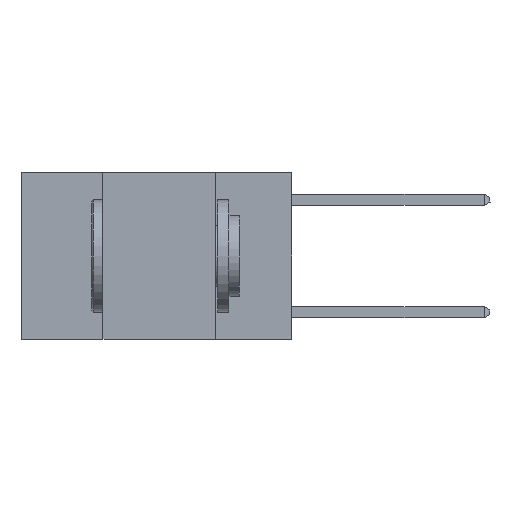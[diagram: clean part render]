
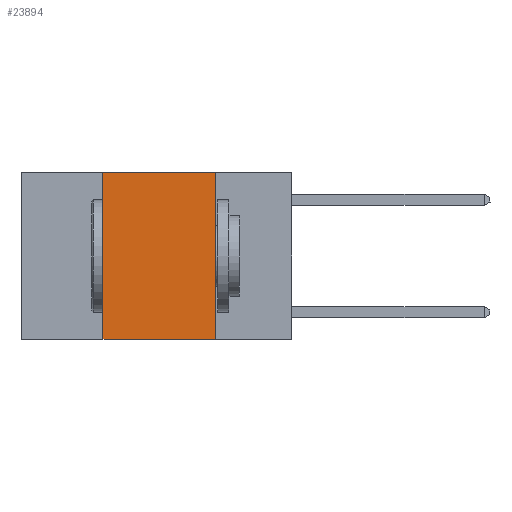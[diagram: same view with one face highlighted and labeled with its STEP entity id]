
A CAD part, left-side view. The second image highlights one B-rep face of the part: STEP entity #23894.
In plain terms, the highlighted planar face has unit normal (-1, 0, 0).
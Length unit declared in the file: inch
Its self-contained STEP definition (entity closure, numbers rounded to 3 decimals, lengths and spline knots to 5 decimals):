
#321 = PLANE ( 'NONE',  #3517 ) ;
#1076 = CARTESIAN_POINT ( 'NONE',  ( 0., 0.42, -0.37 ) ) ;
#3393 = CARTESIAN_POINT ( 'NONE',  ( 0., 0.17, 0. ) ) ;
#3400 = DIRECTION ( 'NONE',  ( 0., -1., 0. ) ) ;
#3517 = AXIS2_PLACEMENT_3D ( 'NONE', #20231, #8329, #22186 ) ;
#3871 = VERTEX_POINT ( 'NONE', #5461 ) ;
#4555 = VECTOR ( 'NONE', #3400, 39.37008 ) ;
#4713 = VERTEX_POINT ( 'NONE', #3393 ) ;
#4932 = VECTOR ( 'NONE', #23765, 39.37008 ) ;
#5461 = CARTESIAN_POINT ( 'NONE',  ( 0., 0.42, 0. ) ) ;
#6911 = EDGE_LOOP ( 'NONE', ( #18690, #12209, #10324, #10978 ) ) ;
#8329 = DIRECTION ( 'NONE',  ( 1., 0., 0. ) ) ;
#8372 = VECTOR ( 'NONE', #17143, 39.37008 ) ;
#9307 = DIRECTION ( 'NONE',  ( 0., 0., 1. ) ) ;
#9380 = VERTEX_POINT ( 'NONE', #18710 ) ;
#9460 = CARTESIAN_POINT ( 'NONE',  ( 0., 0.6, 0. ) ) ;
#10324 = ORIENTED_EDGE ( 'NONE', *, *, #21832, .F. ) ;
#10922 = EDGE_CURVE ( 'NONE', #24698, #9380, #15549, .T. ) ;
#10939 = VECTOR ( 'NONE', #9307, 39.37008 ) ;
#10978 = ORIENTED_EDGE ( 'NONE', *, *, #10922, .T. ) ;
#12209 = ORIENTED_EDGE ( 'NONE', *, *, #15762, .F. ) ;
#13661 = LINE ( 'NONE', #19061, #8372 ) ;
#15549 = LINE ( 'NONE', #21793, #4932 ) ;
#15762 = EDGE_CURVE ( 'NONE', #3871, #4713, #25637, .T. ) ;
#15782 = FACE_OUTER_BOUND ( 'NONE', #6911, .T. ) ;
#17143 = DIRECTION ( 'NONE',  ( 0., 0., -1. ) ) ;
#17289 = CARTESIAN_POINT ( 'NONE',  ( 0., 0.42, 0. ) ) ;
#17451 = LINE ( 'NONE', #17289, #10939 ) ;
#18690 = ORIENTED_EDGE ( 'NONE', *, *, #22808, .F. ) ;
#18710 = CARTESIAN_POINT ( 'NONE',  ( 0., 0.17, -0.37 ) ) ;
#19061 = CARTESIAN_POINT ( 'NONE',  ( 0., 0.17, 0. ) ) ;
#20231 = CARTESIAN_POINT ( 'NONE',  ( 0., 0.6, 0. ) ) ;
#21793 = CARTESIAN_POINT ( 'NONE',  ( 0., 0.6, -0.37 ) ) ;
#21832 = EDGE_CURVE ( 'NONE', #24698, #3871, #17451, .T. ) ;
#22186 = DIRECTION ( 'NONE',  ( 0., 0., -1. ) ) ;
#22808 = EDGE_CURVE ( 'NONE', #4713, #9380, #13661, .T. ) ;
#23765 = DIRECTION ( 'NONE',  ( 0., -1., 0. ) ) ;
#23894 = ADVANCED_FACE ( 'NONE', ( #15782 ), #321, .F. ) ;
#24698 = VERTEX_POINT ( 'NONE', #1076 ) ;
#25637 = LINE ( 'NONE', #9460, #4555 ) ;
